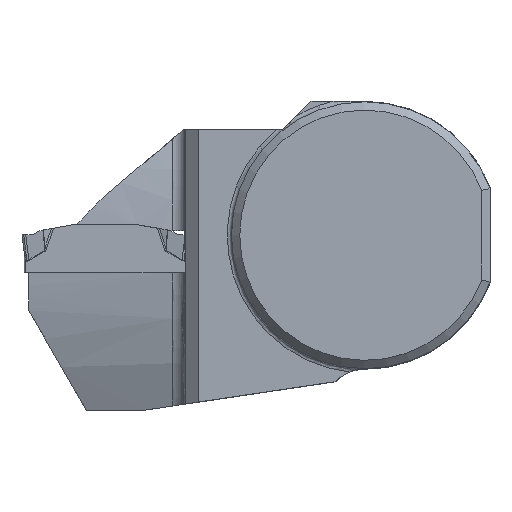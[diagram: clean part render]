
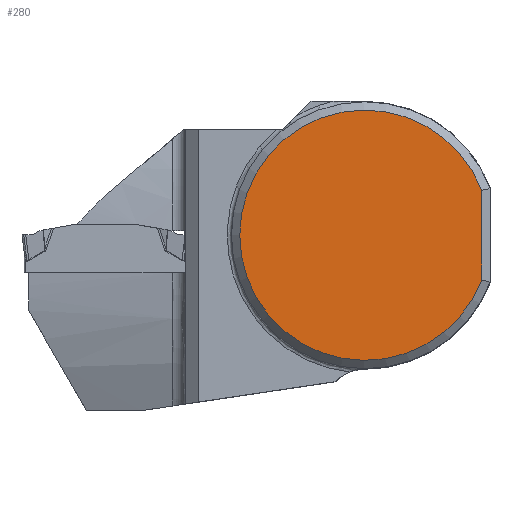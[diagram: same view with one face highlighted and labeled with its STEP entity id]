
A CAD part, top view. The second image highlights one B-rep face of the part: STEP entity #280.
In plain terms, the highlighted planar face has unit normal (0, 0, 1).
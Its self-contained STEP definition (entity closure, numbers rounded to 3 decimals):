
#225=PLANE('',#2068);
#280=ADVANCED_FACE('',(#413),#225,.F.);
#413=FACE_OUTER_BOUND('',#522,.T.);
#522=EDGE_LOOP('',(#990,#991));
#653=LINE('',#2834,#778);
#778=VECTOR('',#2296,1.);
#883=CIRCLE('',#2067,15.);
#990=ORIENTED_EDGE('',*,*,#1731,.F.);
#991=ORIENTED_EDGE('',*,*,#1732,.T.);
#1542=VERTEX_POINT('',#2835);
#1543=VERTEX_POINT('',#2836);
#1731=EDGE_CURVE('',#1542,#1543,#653,.T.);
#1732=EDGE_CURVE('',#1542,#1543,#883,.T.);
#2067=AXIS2_PLACEMENT_3D('',#2837,#2297,#2298);
#2068=AXIS2_PLACEMENT_3D('',#2838,#2299,#2300);
#2296=DIRECTION('',(0.,-1.,0.));
#2297=DIRECTION('',(0.,0.,1.));
#2298=DIRECTION('',(-1.,0.,0.));
#2299=DIRECTION('',(0.,0.,-1.));
#2300=DIRECTION('',(-1.,0.,0.));
#2834=CARTESIAN_POINT('',(14.,0.,0.325));
#2835=CARTESIAN_POINT('',(14.,5.385,0.325));
#2836=CARTESIAN_POINT('',(14.,-5.385,0.325));
#2837=CARTESIAN_POINT('',(0.,0.,0.325));
#2838=CARTESIAN_POINT('',(0.,0.,0.325));
